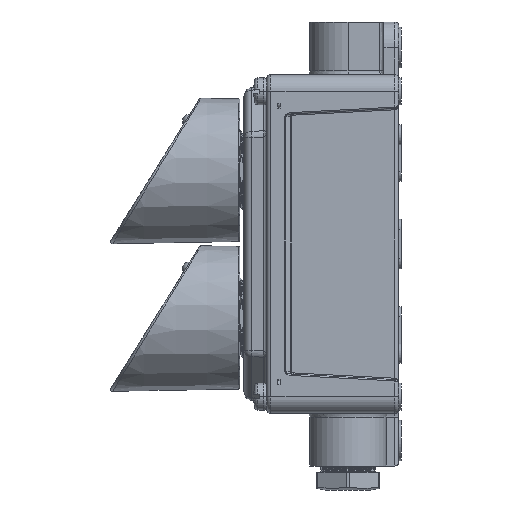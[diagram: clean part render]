
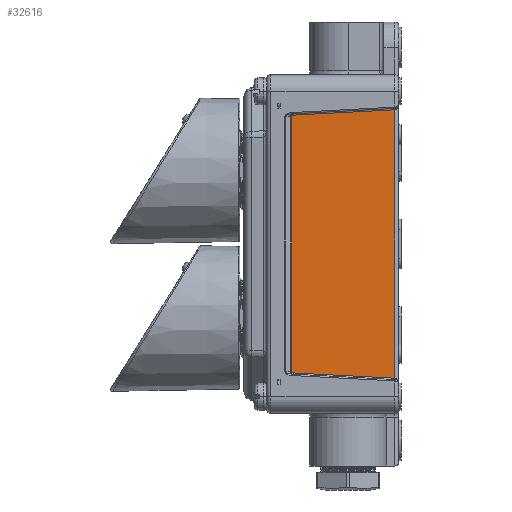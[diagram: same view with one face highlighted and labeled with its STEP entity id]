
A CAD part, left-side view. The second image highlights one B-rep face of the part: STEP entity #32616.
In plain terms, the highlighted planar face has unit normal (-1, 0, 0).
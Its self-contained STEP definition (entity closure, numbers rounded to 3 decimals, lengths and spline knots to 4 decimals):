
#4366=CARTESIAN_POINT('',(-1.66,0.06,
-1.9918));
#7695=DIRECTION('',(0.,-0.999,-0.052));
#7696=VECTOR('',#7695,1.5073);
#7697=CARTESIAN_POINT('',(-1.66,1.5652,
-1.9129));
#7698=LINE('',#7697,#7696);
#7699=CARTESIAN_POINT('',(-1.66,1.5953,
-1.892));
#7700=CARTESIAN_POINT('',(-1.66,1.5953,
-1.8923));
#7701=CARTESIAN_POINT('',(-1.66,1.5952,
-1.8928));
#7702=CARTESIAN_POINT('',(-1.66,1.5952,
-1.8936));
#7703=CARTESIAN_POINT('',(-1.66,1.595,-1.8944));
#7704=CARTESIAN_POINT('',(-1.66,1.5949,-1.8952));
#7705=CARTESIAN_POINT('',(-1.66,1.5946,-1.896));
#7706=CARTESIAN_POINT('',(-1.66,1.5944,-1.8968));
#7707=CARTESIAN_POINT('',(-1.66,1.594,-1.8977));
#7708=CARTESIAN_POINT('',(-1.66,1.5936,-1.8985));
#7709=CARTESIAN_POINT('',(-1.66,1.5931,-1.8994));
#7710=CARTESIAN_POINT('',(-1.66,1.5926,-1.9002));
#7711=CARTESIAN_POINT('',(-1.66,1.592,-1.9011));
#7712=CARTESIAN_POINT('',(-1.66,1.5913,-1.9019));
#7713=CARTESIAN_POINT('',(-1.66,1.5905,-1.9028));
#7714=CARTESIAN_POINT('',(-1.66,1.5896,-1.9037));
#7715=CARTESIAN_POINT('',(-1.66,1.5887,-1.9045));
#7716=CARTESIAN_POINT('',(-1.66,1.5876,-1.9054));
#7717=CARTESIAN_POINT('',(-1.66,1.5865,-1.9062));
#7718=CARTESIAN_POINT('',(-1.66,1.5852,-1.9071));
#7719=CARTESIAN_POINT('',(-1.66,1.5838,-1.9079));
#7720=CARTESIAN_POINT('',(-1.66,1.5824,-1.9086));
#7721=CARTESIAN_POINT('',(-1.66,1.5808,-1.9094));
#7722=CARTESIAN_POINT('',(-1.66,1.5791,-1.9101));
#7723=CARTESIAN_POINT('',(-1.66,1.5773,-1.9107));
#7724=CARTESIAN_POINT('',(-1.66,1.5755,-1.9113));
#7725=CARTESIAN_POINT('',(-1.66,1.5735,-1.9118));
#7726=CARTESIAN_POINT('',(-1.66,1.5715,-1.9122));
#7727=CARTESIAN_POINT('',(-1.66,1.5694,-1.9125));
#7728=CARTESIAN_POINT('',(-1.66,1.5673,-1.9128));
#7729=CARTESIAN_POINT('',(-1.66,1.5659,
-1.9129));
#7730=CARTESIAN_POINT('',(-1.66,1.5652,
-1.9129));
#7732=DIRECTION('',(0.,0.,-1.));
#7733=VECTOR('',#7732,3.784);
#7734=CARTESIAN_POINT('',(-1.66,1.5953,1.892));
#7735=LINE('',#7734,#7733);
#7736=CARTESIAN_POINT('',(-1.66,1.5652,1.9129));
#7737=CARTESIAN_POINT('',(-1.66,1.5659,1.9129));
#7738=CARTESIAN_POINT('',(-1.66,1.5673,1.9128));
#7739=CARTESIAN_POINT('',(-1.66,1.5694,1.9126));
#7740=CARTESIAN_POINT('',(-1.66,1.5715,1.9122));
#7741=CARTESIAN_POINT('',(-1.66,1.5735,1.9118));
#7742=CARTESIAN_POINT('',(-1.66,1.5755,1.9113));
#7743=CARTESIAN_POINT('',(-1.66,1.5773,1.9107));
#7744=CARTESIAN_POINT('',(-1.66,1.5791,1.9101));
#7745=CARTESIAN_POINT('',(-1.66,1.5808,1.9094));
#7746=CARTESIAN_POINT('',(-1.66,1.5824,1.9086));
#7747=CARTESIAN_POINT('',(-1.66,1.5838,1.9079));
#7748=CARTESIAN_POINT('',(-1.66,1.5852,1.9071));
#7749=CARTESIAN_POINT('',(-1.66,1.5865,1.9062));
#7750=CARTESIAN_POINT('',(-1.66,1.5876,1.9054));
#7751=CARTESIAN_POINT('',(-1.66,1.5887,1.9045));
#7752=CARTESIAN_POINT('',(-1.66,1.5897,1.9037));
#7753=CARTESIAN_POINT('',(-1.66,1.5905,1.9028));
#7754=CARTESIAN_POINT('',(-1.66,1.5913,1.9019));
#7755=CARTESIAN_POINT('',(-1.66,1.592,1.9011));
#7756=CARTESIAN_POINT('',(-1.66,1.5926,1.9002));
#7757=CARTESIAN_POINT('',(-1.66,1.5931,1.8993));
#7758=CARTESIAN_POINT('',(-1.66,1.5936,1.8985));
#7759=CARTESIAN_POINT('',(-1.66,1.594,1.8977));
#7760=CARTESIAN_POINT('',(-1.66,1.5944,1.8968));
#7761=CARTESIAN_POINT('',(-1.66,1.5946,1.896));
#7762=CARTESIAN_POINT('',(-1.66,1.5949,1.8952));
#7763=CARTESIAN_POINT('',(-1.66,1.595,1.8944));
#7764=CARTESIAN_POINT('',(-1.66,1.5952,1.8936));
#7765=CARTESIAN_POINT('',(-1.66,1.5952,1.8928));
#7766=CARTESIAN_POINT('',(-1.66,1.5953,1.8923));
#7767=CARTESIAN_POINT('',(-1.66,1.5953,1.892));
#7769=DIRECTION('',(0.,0.999,-0.052));
#7770=VECTOR('',#7769,1.5073);
#7771=CARTESIAN_POINT('',(-1.66,0.06,1.9918));
#7772=LINE('',#7771,#7770);
#7773=DIRECTION('',(0.,0.,-1.));
#7774=VECTOR('',#7773,3.9837);
#7775=CARTESIAN_POINT('',(-1.66,0.06,1.9918));
#7776=LINE('',#7775,#7774);
#24203=VERTEX_POINT('',#4366);
#24206=CARTESIAN_POINT('',(-1.66,1.5652,
-1.9129));
#24207=VERTEX_POINT('',#24206);
#24209=VERTEX_POINT('',#7699);
#24212=CARTESIAN_POINT('',(-1.66,1.5953,1.892));
#24213=VERTEX_POINT('',#24212);
#24215=VERTEX_POINT('',#7736);
#24218=CARTESIAN_POINT('',(-1.66,0.06,1.9918));
#24219=VERTEX_POINT('',#24218);
#32599=CARTESIAN_POINT('',(-1.66,0.,0.));
#32600=DIRECTION('',(-1.,0.,0.));
#32601=DIRECTION('',(0.,0.,1.));
#32602=AXIS2_PLACEMENT_3D('',#32599,#32600,#32601);
#32603=PLANE('',#32602);
#32605=ORIENTED_EDGE('',*,*,#32604,.F.);
#32607=ORIENTED_EDGE('',*,*,#32606,.F.);
#32609=ORIENTED_EDGE('',*,*,#32608,.F.);
#32611=ORIENTED_EDGE('',*,*,#32610,.F.);
#32612=ORIENTED_EDGE('',*,*,#32455,.F.);
#32613=ORIENTED_EDGE('',*,*,#29016,.T.);
#32614=EDGE_LOOP('',(#32605,#32607,#32609,#32611,#32612,#32613));
#32615=FACE_OUTER_BOUND('',#32614,.F.);
#32616=ADVANCED_FACE('',(#32615),#32603,.T.);
#7731=B_SPLINE_CURVE_WITH_KNOTS('',3,(#7699,#7700,#7701,#7702,#7703,#7704,#7705,
#7706,#7707,#7708,#7709,#7710,#7711,#7712,#7713,#7714,#7715,#7716,#7717,#7718,
#7719,#7720,#7721,#7722,#7723,#7724,#7725,#7726,#7727,#7728,#7729,#7730),
.UNSPECIFIED.,.F.,.F.,(4,1,1,1,1,1,1,1,1,1,1,1,1,1,1,1,1,1,1,1,1,1,1,1,1,1,1,1,
1,4),(0.,0.0345,0.069,0.1034,
0.1379,0.1724,0.2069,0.2414,
0.2759,0.3103,0.3448,0.3793,
0.4138,0.4483,0.4828,0.5172,
0.5517,0.5862,0.6207,0.6552,
0.6897,0.7241,0.7586,0.7931,
0.8276,0.8621,0.8966,0.931,
0.9655,1.),.UNSPECIFIED.);
#7768=B_SPLINE_CURVE_WITH_KNOTS('',3,(#7736,#7737,#7738,#7739,#7740,#7741,#7742,
#7743,#7744,#7745,#7746,#7747,#7748,#7749,#7750,#7751,#7752,#7753,#7754,#7755,
#7756,#7757,#7758,#7759,#7760,#7761,#7762,#7763,#7764,#7765,#7766,#7767),
.UNSPECIFIED.,.F.,.F.,(4,1,1,1,1,1,1,1,1,1,1,1,1,1,1,1,1,1,1,1,1,1,1,1,1,1,1,1,
1,4),(0.,0.0345,0.069,0.1034,
0.1379,0.1724,0.2069,0.2414,
0.2759,0.3103,0.3448,0.3793,
0.4138,0.4483,0.4828,0.5172,
0.5517,0.5862,0.6207,0.6552,
0.6897,0.7241,0.7586,0.7931,
0.8276,0.8621,0.8966,0.931,
0.9655,1.),.UNSPECIFIED.);
#29016=EDGE_CURVE('',#24219,#24203,#7776,.T.);
#32455=EDGE_CURVE('',#24219,#24215,#7772,.T.);
#32604=EDGE_CURVE('',#24207,#24203,#7698,.T.);
#32606=EDGE_CURVE('',#24209,#24207,#7731,.T.);
#32608=EDGE_CURVE('',#24213,#24209,#7735,.T.);
#32610=EDGE_CURVE('',#24215,#24213,#7768,.T.);
